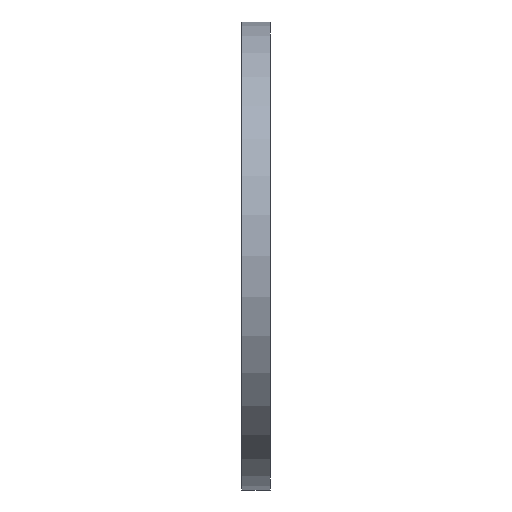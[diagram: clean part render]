
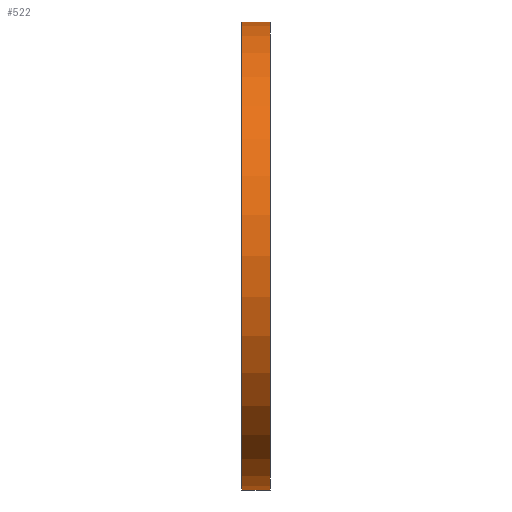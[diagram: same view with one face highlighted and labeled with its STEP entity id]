
A CAD part, left-side view. The second image highlights one B-rep face of the part: STEP entity #522.
In plain terms, the highlighted cylindrical face has radius 100 mm (diameter 200 mm), a partial arc.
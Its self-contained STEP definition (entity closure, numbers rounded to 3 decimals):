
#8 = VERTEX_POINT ( 'NONE', #54 ) ;
#12 = VERTEX_POINT ( 'NONE', #523 ) ;
#50 = ORIENTED_EDGE ( 'NONE', *, *, #640, .T. ) ;
#54 = CARTESIAN_POINT ( 'NONE',  ( 0., 0., -100. ) ) ;
#73 = LINE ( 'NONE', #614, #216 ) ;
#119 = DIRECTION ( 'NONE',  ( 0., 1., 0. ) ) ;
#170 = DIRECTION ( 'NONE',  ( 0., 0., 1. ) ) ;
#193 = DIRECTION ( 'NONE',  ( 0., 0., 1. ) ) ;
#216 = VECTOR ( 'NONE', #621, 1000. ) ;
#219 = ORIENTED_EDGE ( 'NONE', *, *, #476, .T. ) ;
#233 = CARTESIAN_POINT ( 'NONE',  ( 0., 12., 0. ) ) ;
#245 = VERTEX_POINT ( 'NONE', #834 ) ;
#261 = DIRECTION ( 'NONE',  ( 0., 0., 1. ) ) ;
#265 = CYLINDRICAL_SURFACE ( 'NONE', #402, 100. ) ;
#312 = VECTOR ( 'NONE', #753, 1000. ) ;
#331 = FACE_OUTER_BOUND ( 'NONE', #860, .T. ) ;
#363 = CARTESIAN_POINT ( 'NONE',  ( 0., 12., 100. ) ) ;
#389 = VERTEX_POINT ( 'NONE', #363 ) ;
#396 = CARTESIAN_POINT ( 'NONE',  ( 0., 0., 0. ) ) ;
#402 = AXIS2_PLACEMENT_3D ( 'NONE', #676, #119, #193 ) ;
#409 = LINE ( 'NONE', #683, #312 ) ;
#476 = EDGE_CURVE ( 'NONE', #8, #245, #832, .T. ) ;
#522 = ADVANCED_FACE ( 'NONE', ( #331 ), #265, .T. ) ;
#523 = CARTESIAN_POINT ( 'NONE',  ( 0., 12., -100. ) ) ;
#539 = ORIENTED_EDGE ( 'NONE', *, *, #829, .F. ) ;
#544 = AXIS2_PLACEMENT_3D ( 'NONE', #396, #587, #261 ) ;
#569 = ORIENTED_EDGE ( 'NONE', *, *, #686, .F. ) ;
#587 = DIRECTION ( 'NONE',  ( 0., 1., 0. ) ) ;
#614 = CARTESIAN_POINT ( 'NONE',  ( 0., 38.545, -100. ) ) ;
#621 = DIRECTION ( 'NONE',  ( 0., 1., 0. ) ) ;
#640 = EDGE_CURVE ( 'NONE', #245, #389, #409, .T. ) ;
#650 = DIRECTION ( 'NONE',  ( 0., 1., 0. ) ) ;
#676 = CARTESIAN_POINT ( 'NONE',  ( 0., 38.545, 0. ) ) ;
#683 = CARTESIAN_POINT ( 'NONE',  ( 0., 38.545, 100. ) ) ;
#686 = EDGE_CURVE ( 'NONE', #8, #12, #73, .T. ) ;
#753 = DIRECTION ( 'NONE',  ( 0., 1., 0. ) ) ;
#757 = AXIS2_PLACEMENT_3D ( 'NONE', #233, #650, #170 ) ;
#760 = CIRCLE ( 'NONE', #757, 100. ) ;
#829 = EDGE_CURVE ( 'NONE', #12, #389, #760, .T. ) ;
#832 = CIRCLE ( 'NONE', #544, 100. ) ;
#834 = CARTESIAN_POINT ( 'NONE',  ( 0., 0., 100. ) ) ;
#860 = EDGE_LOOP ( 'NONE', ( #569, #219, #50, #539 ) ) ;
